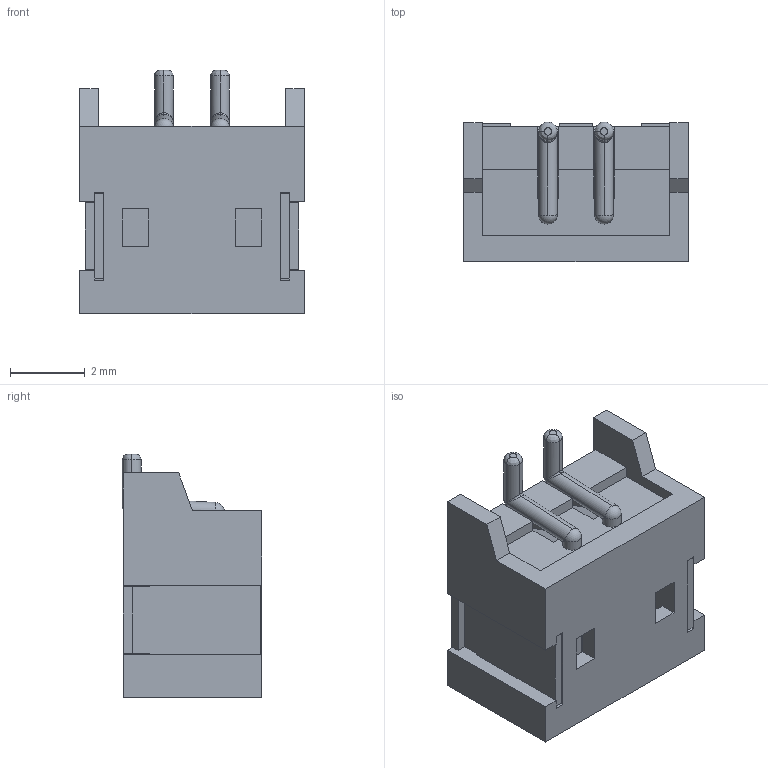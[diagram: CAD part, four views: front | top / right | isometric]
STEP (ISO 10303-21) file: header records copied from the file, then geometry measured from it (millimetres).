
FILE_DESCRIPTION((''),'2;1');
FILE_NAME('FWF15004-S02','2019-11-07T',('gongcheng6'),(''),'PRO/ENGINEER BY PARAMETRIC TECHNOLOGY CORPORATION, 2010280','PRO/ENGINEER BY PARAMETRIC TECHNOLOGY CORPORATION, 2010280','');
FILE_SCHEMA(('CONFIG_CONTROL_DESIGN'));
Length unit declared in the file: millimetre
Products named in the file (1): FWF15004-S02
Bounding box: 6 x 3.72 x 6.5 mm (x, y, z)
Volume: 63.7 mm3; surface area: 243.7 mm2
Topology: 1 solids, 1 shells, 156 faces, 415 edges, 260 vertices
Faces by surface type: plane 122, bspline 16, cylinder 14, sphere 4
Entity records: 5407 total; most frequent: CARTESIAN_POINT 1577, ORIENTED_EDGE 830, DIRECTION 711, EDGE_CURVE 415, VECTOR 351, LINE 351, VERTEX_POINT 260, AXIS2_PLACEMENT_3D 180
